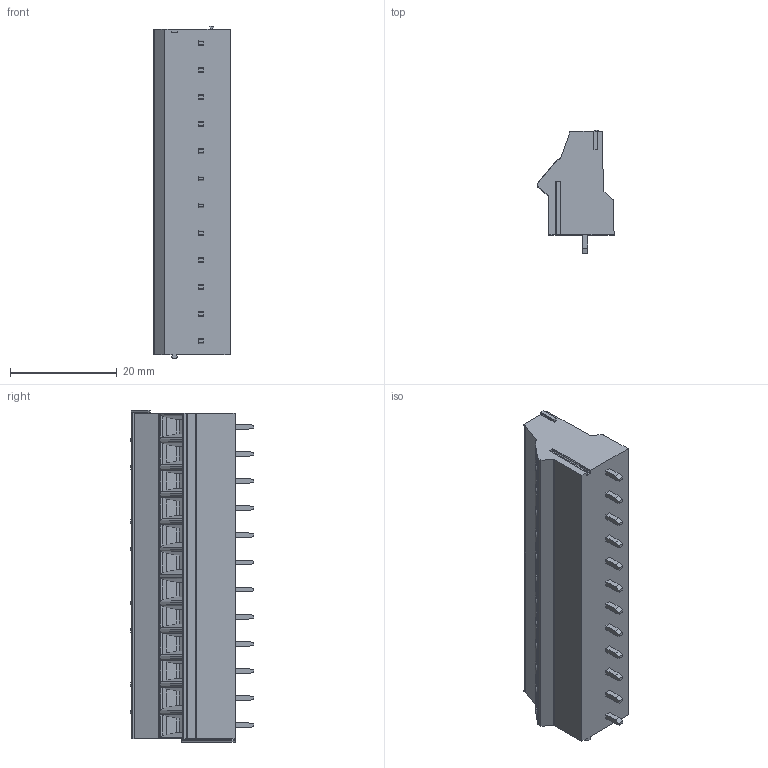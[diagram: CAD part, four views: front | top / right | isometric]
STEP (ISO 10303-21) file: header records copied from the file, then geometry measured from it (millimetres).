
FILE_DESCRIPTION((''),'2;1');
FILE_NAME('PRT0053','2025-01-20T',('yanfa'),(''),'PRO/ENGINEER BY PARAMETRIC TECHNOLOGY CORPORATION, 2009280','PRO/ENGINEER BY PARAMETRIC TECHNOLOGY CORPORATION, 2009280','');
FILE_SCHEMA(('AUTOMOTIVE_DESIGN_CC2 { 1 2 10303 214 -1 1 5 2 }'));
Length unit declared in the file: millimetre
Products named in the file (1): PRT0053
Bounding box: 14.25 x 23.1 x 62.12 mm (x, y, z)
Volume: 11193.1 mm3; surface area: 5339.8 mm2
Topology: 1 solids, 1 shells, 454 faces, 1224 edges, 800 vertices
Faces by surface type: plane 306, cylinder 108, torus 24, sphere 16
Entity records: 14300 total; most frequent: CARTESIAN_POINT 2950, ORIENTED_EDGE 2416, DIRECTION 2244, EDGE_CURVE 1208, VECTOR 840, LINE 840, VERTEX_POINT 800, AXIS2_PLACEMENT_3D 702
